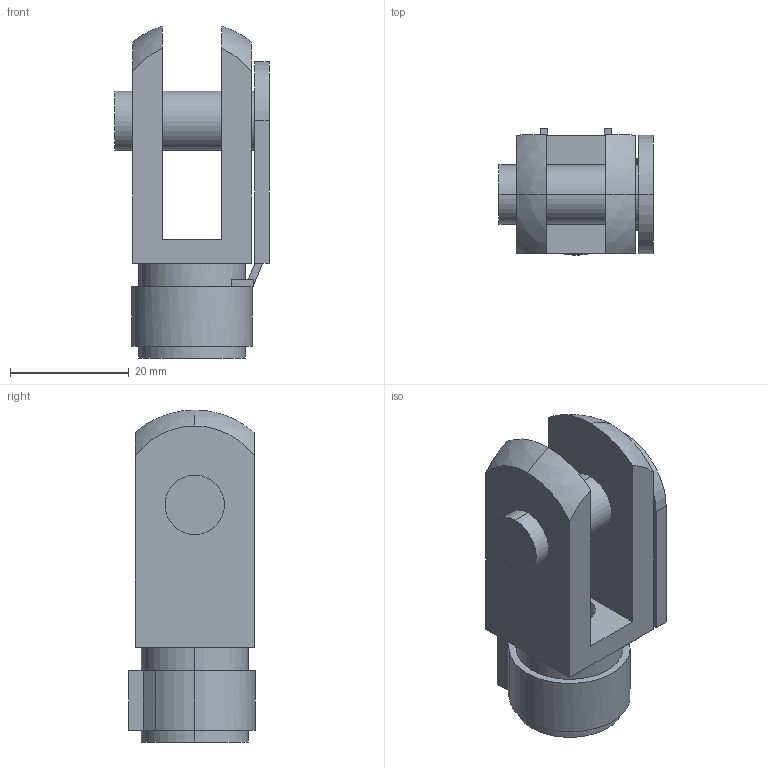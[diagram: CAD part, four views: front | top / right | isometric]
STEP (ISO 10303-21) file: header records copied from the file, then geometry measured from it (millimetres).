
FILE_DESCRIPTION(('STEP AP214'),'1');
FILE_NAME('chape_kf-15032.stp','2018-04-20T06:41:20',('TraceParts'),('TraceParts S.A.'),'Spatial InterOp 3D',' ',' ');
FILE_SCHEMA(('automotive_design'));
Length unit declared in the file: millimetre
Products named in the file (1): chape_kf-15032
Bounding box: 26 x 21.32 x 56 mm (x, y, z)
Volume: 13970.9 mm3; surface area: 8026.6 mm2
Topology: 1 solids, 1 shells, 69 faces, 186 edges, 122 vertices
Faces by surface type: plane 43, cylinder 20, sphere 4, cone 2
Entity records: 2202 total; most frequent: DIRECTION 389, CARTESIAN_POINT 378, ORIENTED_EDGE 372, EDGE_CURVE 186, AXIS2_PLACEMENT_3D 133, LINE 123, VECTOR 123, VERTEX_POINT 122
